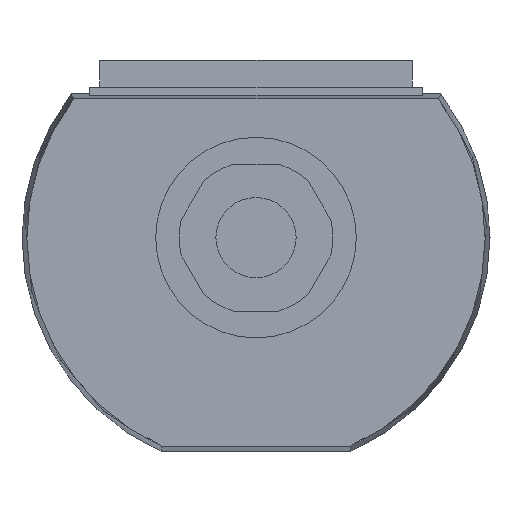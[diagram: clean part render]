
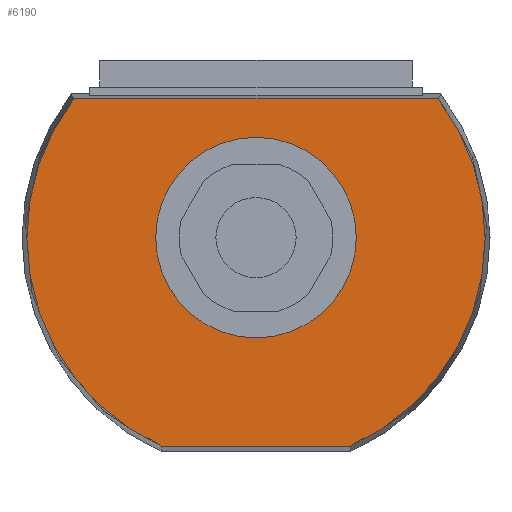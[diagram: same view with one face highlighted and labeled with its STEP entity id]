
A CAD part, front view. The second image highlights one B-rep face of the part: STEP entity #6190.
In plain terms, the highlighted face is planar.
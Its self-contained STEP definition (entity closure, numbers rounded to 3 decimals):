
#5430=CARTESIAN_POINT('',(15.,0.,2.));
#5440=VERTEX_POINT('',#5430);
#5470=CARTESIAN_POINT('',(0.,0.,
2.));
#5480=DIRECTION('',(0.,0.,1.));
#5490=DIRECTION('',(-1.,0.,0.));
#5500=AXIS2_PLACEMENT_3D('',#5470,#5480,#5490);
#5510=CIRCLE('',#5500,15.);
#5520=CARTESIAN_POINT('',(-15.,0.,2.));
#5530=VERTEX_POINT('',#5520);
#5540=EDGE_CURVE('',#5440,#5530,#5510,.T.);
#5730=CARTESIAN_POINT('',(64.122,-36.47,
2.));
#5740=DIRECTION('',(0.,0.,-1.));
#5750=DIRECTION('',(-1.,0.,0.));
#5760=AXIS2_PLACEMENT_3D('',#5730,#5740,#5750);
#5770=PLANE('',#5760);
#5780=CARTESIAN_POINT('',(0.,0.,
2.));
#5790=DIRECTION('',(0.,0.,-1.));
#5800=DIRECTION('',(1.,0.,0.));
#5810=AXIS2_PLACEMENT_3D('',#5780,#5790,#5800);
#5820=CIRCLE('',#5810,34.267);
#5830=CARTESIAN_POINT('',(-14.021,-31.267,2.));
#5840=VERTEX_POINT('',#5830);
#5850=CARTESIAN_POINT('',(-27.257,20.767,
2.));
#5860=VERTEX_POINT('',#5850);
#5870=EDGE_CURVE('',#5840,#5860,#5820,.T.);
#5880=ORIENTED_EDGE('',*,*,#5870,.T.);
#5890=CARTESIAN_POINT('',(0.,-31.267,2.));
#5900=DIRECTION('',(1.,0.,0.));
#5910=VECTOR('',#5900,1.);
#5920=LINE('',#5890,#5910);
#5930=CARTESIAN_POINT('',(14.021,-31.267,2.));
#5940=VERTEX_POINT('',#5930);
#5950=EDGE_CURVE('',#5840,#5940,#5920,.T.);
#5960=ORIENTED_EDGE('',*,*,#5950,.F.);
#5970=CARTESIAN_POINT('',(0.,0.,
2.));
#5980=DIRECTION('',(0.,0.,-1.));
#5990=DIRECTION('',(1.,0.,0.));
#6000=AXIS2_PLACEMENT_3D('',#5970,#5980,#5990);
#6010=CIRCLE('',#6000,34.267);
#6020=CARTESIAN_POINT('',(27.257,20.767,
2.));
#6030=VERTEX_POINT('',#6020);
#6040=EDGE_CURVE('',#6030,#5940,#6010,.T.);
#6050=ORIENTED_EDGE('',*,*,#6040,.T.);
#6060=CARTESIAN_POINT('',(0.,20.767,2.));
#6070=DIRECTION('',(1.,0.,0.));
#6080=VECTOR('',#6070,1.);
#6090=LINE('',#6060,#6080);
#6100=EDGE_CURVE('',#5860,#6030,#6090,.T.);
#6110=ORIENTED_EDGE('',*,*,#6100,.T.);
#6120=EDGE_LOOP('',(#6110,#6050,#5960,#5880));
#6130=FACE_OUTER_BOUND('',#6120,.T.);
#6140=ORIENTED_EDGE('',*,*,#5540,.T.);
#6150=EDGE_CURVE('',#5530,#5440,#5510,.T.);
#6160=ORIENTED_EDGE('',*,*,#6150,.T.);
#6170=EDGE_LOOP('',(#6160,#6140));
#6180=FACE_BOUND('',#6170,.T.);
#6190=ADVANCED_FACE('',(#6130,#6180),#5770,.T.);
